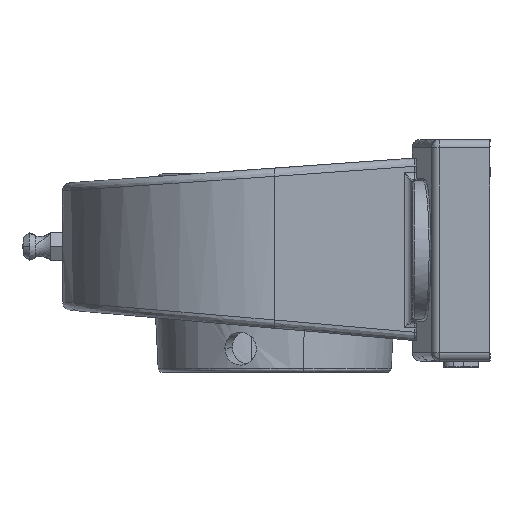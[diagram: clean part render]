
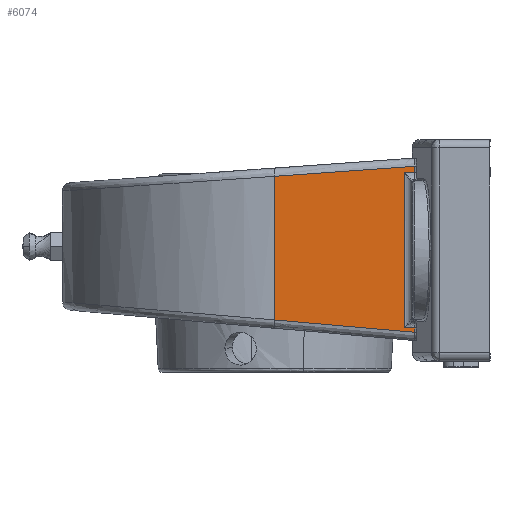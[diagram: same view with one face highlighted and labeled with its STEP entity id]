
A CAD part, left-side view. The second image highlights one B-rep face of the part: STEP entity #6074.
In plain terms, the highlighted free-form (B-spline) face has degree [1, 1] with [2, 2] control points.
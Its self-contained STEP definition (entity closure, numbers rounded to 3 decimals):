
#656 = VERTEX_POINT('',#657);
#657 = CARTESIAN_POINT('',(-96.798,-50.536,
    -14.348));
#4762 = VERTEX_POINT('',#4763);
#4763 = CARTESIAN_POINT('',(-96.798,-2.003,
    39.666));
#4843 = VERTEX_POINT('',#4844);
#4844 = CARTESIAN_POINT('',(-96.798,-2.003,
    -10.074));
#4851 = EDGE_CURVE('',#4843,#4762,#4852,.T.);
#4852 = B_SPLINE_CURVE_WITH_KNOTS('',1,(#4853,#4854),.UNSPECIFIED.,.F.,
  .F.,(2,2),(41.668,76.343),.PIECEWISE_BEZIER_KNOTS.);
#4853 = CARTESIAN_POINT('',(-96.798,-2.003,
    -10.074));
#4854 = CARTESIAN_POINT('',(-96.798,-2.003,
    39.666));
#4951 = VERTEX_POINT('',#4952);
#4952 = CARTESIAN_POINT('',(-96.798,-50.536,
    -12.852));
#4961 = EDGE_CURVE('',#4951,#4962,#4964,.T.);
#4962 = VERTEX_POINT('',#4963);
#4963 = CARTESIAN_POINT('',(-96.798,-46.836,
    -12.852));
#4964 = B_SPLINE_CURVE_WITH_KNOTS('',1,(#4965,#4966),.UNSPECIFIED.,.F.,
  .F.,(2,2),(-0.579,2.),.PIECEWISE_BEZIER_KNOTS.);
#4965 = CARTESIAN_POINT('',(-96.798,-50.536,
    -12.852));
#4966 = CARTESIAN_POINT('',(-96.798,-46.836,
    -12.852));
#5984 = VERTEX_POINT('',#5985);
#5985 = CARTESIAN_POINT('',(-96.798,-46.836,
    40.941));
#5994 = EDGE_CURVE('',#4962,#5984,#5995,.T.);
#5995 = B_SPLINE_CURVE_WITH_KNOTS('',1,(#5996,#5997),.UNSPECIFIED.,.F.,
  .F.,(2,2),(39.732,77.232),.PIECEWISE_BEZIER_KNOTS.);
#5996 = CARTESIAN_POINT('',(-96.798,-46.836,
    -12.852));
#5997 = CARTESIAN_POINT('',(-96.798,-46.836,
    40.941));
#6053 = VERTEX_POINT('',#6054);
#6054 = CARTESIAN_POINT('',(-96.798,-50.536,
    40.941));
#6063 = EDGE_CURVE('',#5984,#6053,#6064,.T.);
#6064 = B_SPLINE_CURVE_WITH_KNOTS('',1,(#6065,#6066),.UNSPECIFIED.,.F.,
  .F.,(2,2),(31.254,33.833),.PIECEWISE_BEZIER_KNOTS.);
#6065 = CARTESIAN_POINT('',(-96.798,-46.836,
    40.941));
#6066 = CARTESIAN_POINT('',(-96.798,-50.536,
    40.941));
#6074 = ADVANCED_FACE('',(#6075),#6103,.T.);
#6075 = FACE_BOUND('',#6076,.T.);
#6076 = EDGE_LOOP('',(#6077,#6078,#6085,#6090,#6091,#6096,#6101,#6102));
#6077 = ORIENTED_EDGE('',*,*,#6063,.T.);
#6078 = ORIENTED_EDGE('',*,*,#6079,.T.);
#6079 = EDGE_CURVE('',#6053,#6080,#6082,.T.);
#6080 = VERTEX_POINT('',#6081);
#6081 = CARTESIAN_POINT('',(-96.798,-50.536,
    43.145));
#6082 = B_SPLINE_CURVE_WITH_KNOTS('',1,(#6083,#6084),.UNSPECIFIED.,.F.,
  .F.,(2,2),(-1.569,-0.033),
  .PIECEWISE_BEZIER_KNOTS.);
#6083 = CARTESIAN_POINT('',(-96.798,-50.536,
    40.941));
#6084 = CARTESIAN_POINT('',(-96.798,-50.536,
    43.145));
#6085 = ORIENTED_EDGE('',*,*,#6086,.T.);
#6086 = EDGE_CURVE('',#6080,#4762,#6087,.T.);
#6087 = B_SPLINE_CURVE_WITH_KNOTS('',1,(#6088,#6089),.UNSPECIFIED.,.F.,
  .F.,(2,2),(-39.38,-5.46),.PIECEWISE_BEZIER_KNOTS.);
#6088 = CARTESIAN_POINT('',(-96.798,-50.536,
    43.145));
#6089 = CARTESIAN_POINT('',(-96.798,-2.003,
    39.666));
#6090 = ORIENTED_EDGE('',*,*,#4851,.F.);
#6091 = ORIENTED_EDGE('',*,*,#6092,.T.);
#6092 = EDGE_CURVE('',#4843,#656,#6093,.T.);
#6093 = B_SPLINE_CURVE_WITH_KNOTS('',1,(#6094,#6095),.UNSPECIFIED.,.F.,
  .F.,(2,2),(-33.559,0.405),.PIECEWISE_BEZIER_KNOTS.);
#6094 = CARTESIAN_POINT('',(-96.798,-2.003,
    -10.074));
#6095 = CARTESIAN_POINT('',(-96.798,-50.536,
    -14.348));
#6096 = ORIENTED_EDGE('',*,*,#6097,.T.);
#6097 = EDGE_CURVE('',#656,#4951,#6098,.T.);
#6098 = B_SPLINE_CURVE_WITH_KNOTS('',1,(#6099,#6100),.UNSPECIFIED.,.F.,
  .F.,(2,2),(-1.043,0.),.PIECEWISE_BEZIER_KNOTS.);
#6099 = CARTESIAN_POINT('',(-96.798,-50.536,
    -14.348));
#6100 = CARTESIAN_POINT('',(-96.798,-50.536,
    -12.852));
#6101 = ORIENTED_EDGE('',*,*,#4961,.T.);
#6102 = ORIENTED_EDGE('',*,*,#5994,.T.);
#6103 = B_SPLINE_SURFACE_WITH_KNOTS('',1,1,(
    (#6104,#6105)
    ,(#6106,#6107
    )),.UNSPECIFIED.,.F.,.F.,.F.,(2,2),(2,2),(0.,
    33.833),(38.689,78.768),
  .PIECEWISE_BEZIER_KNOTS.);
#6104 = CARTESIAN_POINT('',(-96.798,-2.003,
    -14.348));
#6105 = CARTESIAN_POINT('',(-96.798,-2.003,
    43.145));
#6106 = CARTESIAN_POINT('',(-96.798,-50.536,
    -14.348));
#6107 = CARTESIAN_POINT('',(-96.798,-50.536,
    43.145));
